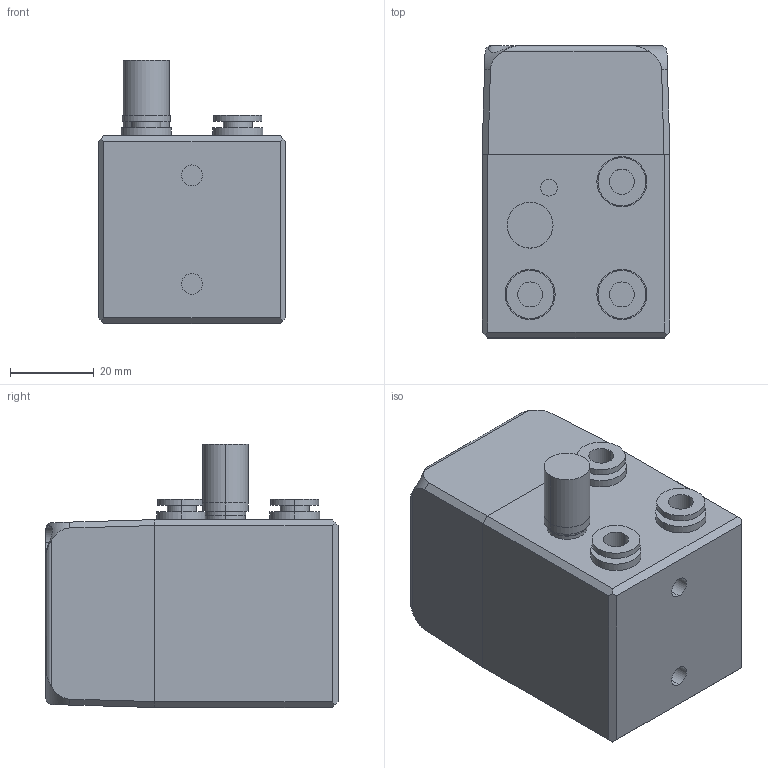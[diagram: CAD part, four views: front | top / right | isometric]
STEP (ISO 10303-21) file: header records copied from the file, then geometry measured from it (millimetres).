
FILE_DESCRIPTION (( 'STEP AP214' ), '1' );
FILE_NAME ('VR51-C06.step.step', '2009-12-29T13:21:32', ( 'SysAdmin' ), ( 'SolidWorks' ), 'SwSTEP 2.0', 'SolidWorks 2010', '' );
FILE_SCHEMA (( 'AUTOMOTIVE_DESIGN' ));
Length unit declared in the file: millimetre
Products named in the file (2): VR51-C06.step; VR51-C06.step_VR511023_C06
Assembly tree (1 placements, depth 2):
  VR51-C06.step
    VR51-C06.step_VR511023_C06
Bounding box: 45 x 70 x 63 mm (x, y, z)
Volume: 140816 mm3; surface area: 23616 mm2
Topology: 9 solids, 9 shells, 114 faces, 246 edges, 164 vertices
Faces by surface type: cylinder 60, plane 54
Entity records: 4261 total; most frequent: CARTESIAN_POINT 706, DIRECTION 566, ORIENTED_EDGE 492, EDGE_CURVE 246, AXIS2_PLACEMENT_3D 222, VERTEX_POINT 164, EDGE_LOOP 134, VECTOR 122
